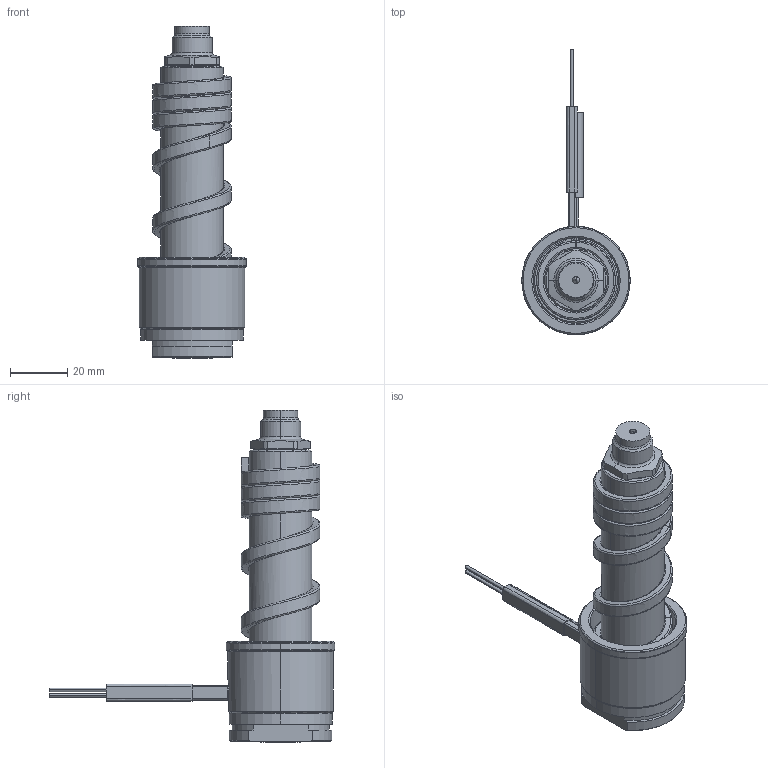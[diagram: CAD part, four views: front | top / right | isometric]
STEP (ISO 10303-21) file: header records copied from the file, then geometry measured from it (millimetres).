
FILE_DESCRIPTION((''),'2;1');
FILE_NAME('LS-116-BES-N','2014-02-25T',('Íàòàëüÿ'),('IMID'),'PRO/ENGINEER BY PARAMETRIC TECHNOLOGY CORPORATION, 2010180','PRO/ENGINEER BY PARAMETRIC TECHNOLOGY CORPORATION, 2010180','');
FILE_SCHEMA(('CONFIG_CONTROL_DESIGN'));
Length unit declared in the file: millimetre
Products named in the file (1): LS-116-BES-N
Bounding box: 38 x 100 x 116.2 mm (x, y, z)
Volume: 61252.9 mm3; surface area: 28420.7 mm2
Topology: 1 solids, 9 shells, 329 faces, 816 edges, 482 vertices
Faces by surface type: cylinder 108, cone 64, bspline 52, plane 51, torus 35, revolution 9, extrusion 8, sphere 2
Entity records: 16966 total; most frequent: CARTESIAN_POINT 9502, ORIENTED_EDGE 1588, DIRECTION 1471, EDGE_CURVE 806, AXIS2_PLACEMENT_3D 587, VERTEX_POINT 482, EDGE_LOOP 352, FACE_OUTER_BOUND 329
